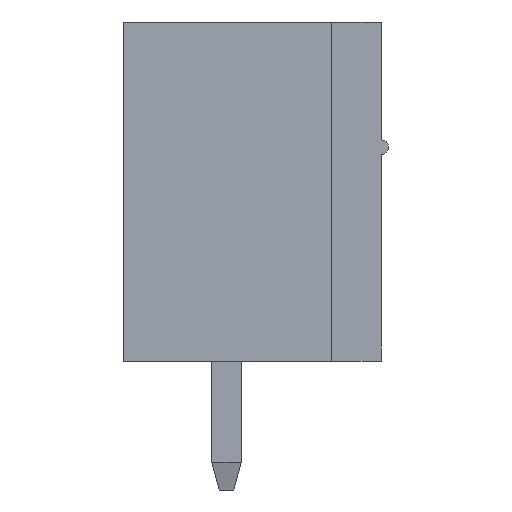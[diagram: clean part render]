
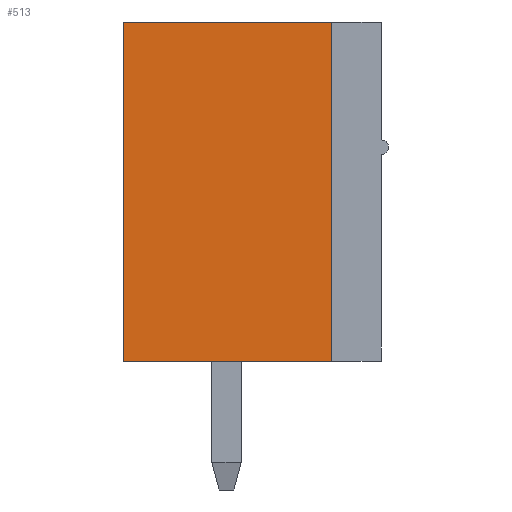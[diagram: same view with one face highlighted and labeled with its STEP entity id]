
A CAD part, left-side view. The second image highlights one B-rep face of the part: STEP entity #513.
In plain terms, the highlighted planar face has unit normal (-1, 0, 0).
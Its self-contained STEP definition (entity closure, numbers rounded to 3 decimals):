
#513 = ADVANCED_FACE( '', ( #997 ), #998, .T. );
#997 = FACE_OUTER_BOUND( '', #1453, .T. );
#998 = PLANE( '', #1454 );
#1453 = EDGE_LOOP( '', ( #2715, #2716, #2717, #2718 ) );
#1454 = AXIS2_PLACEMENT_3D( '', #2719, #2720, #2721 );
#2715 = ORIENTED_EDGE( '', *, *, #3185, .T. );
#2716 = ORIENTED_EDGE( '', *, *, #3222, .T. );
#2717 = ORIENTED_EDGE( '', *, *, #3123, .T. );
#2718 = ORIENTED_EDGE( '', *, *, #3217, .T. );
#2719 = CARTESIAN_POINT( '', ( -9.005, 0., 0. ) );
#2720 = DIRECTION( '', ( -1., 0., 0. ) );
#2721 = DIRECTION( '', ( 0., 0., 1. ) );
#3123 = EDGE_CURVE( '', #3841, #3839, #3842, .T. );
#3185 = EDGE_CURVE( '', #3923, #3921, #3924, .T. );
#3217 = EDGE_CURVE( '', #3839, #3923, #3959, .T. );
#3222 = EDGE_CURVE( '', #3921, #3841, #3964, .T. );
#3839 = VERTEX_POINT( '', #5084 );
#3841 = VERTEX_POINT( '', #5087 );
#3842 = LINE( '', #5088, #5089 );
#3921 = VERTEX_POINT( '', #5208 );
#3923 = VERTEX_POINT( '', #5211 );
#3924 = LINE( '', #5212, #5213 );
#3959 = LINE( '', #5265, #5266 );
#3964 = LINE( '', #5273, #5274 );
#5084 = CARTESIAN_POINT( '', ( -9.005, 3.5, -4.6 ) );
#5087 = CARTESIAN_POINT( '', ( -9.005, 3.5, 4.6 ) );
#5088 = CARTESIAN_POINT( '', ( -9.005, 3.5, 4.6 ) );
#5089 = VECTOR( '', #5641, 1000. );
#5208 = CARTESIAN_POINT( '', ( -9.005, -2.15, 4.6 ) );
#5211 = CARTESIAN_POINT( '', ( -9.005, -2.15, -4.6 ) );
#5212 = CARTESIAN_POINT( '', ( -9.005, -2.15, -4.6 ) );
#5213 = VECTOR( '', #5686, 1000. );
#5265 = CARTESIAN_POINT( '', ( -9.005, 3.5, -4.6 ) );
#5266 = VECTOR( '', #5704, 1000. );
#5273 = CARTESIAN_POINT( '', ( -9.005, -2.15, 4.6 ) );
#5274 = VECTOR( '', #5707, 1000. );
#5641 = DIRECTION( '', ( 0., 0., -1. ) );
#5686 = DIRECTION( '', ( 0., 0., 1. ) );
#5704 = DIRECTION( '', ( 0., -1., 0. ) );
#5707 = DIRECTION( '', ( 0., 1., 0. ) );
